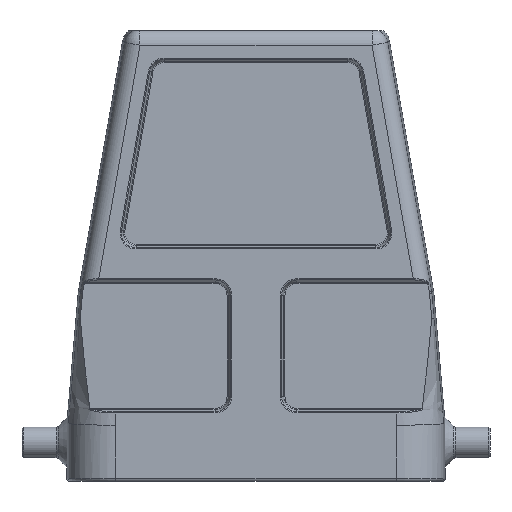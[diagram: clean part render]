
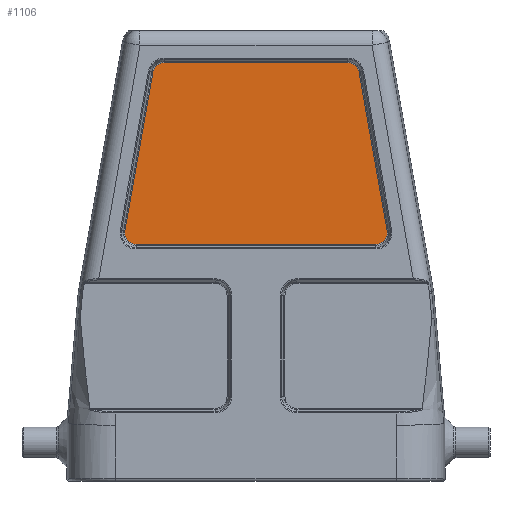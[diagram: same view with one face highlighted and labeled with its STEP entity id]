
A CAD part, front view. The second image highlights one B-rep face of the part: STEP entity #1106.
In plain terms, the highlighted planar face has unit normal (0, -1, 0).
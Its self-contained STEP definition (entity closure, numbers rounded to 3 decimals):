
#1106=ADVANCED_FACE('',(#1694),#1528,.T.);
#1528=PLANE('',#8026);
#1694=FACE_OUTER_BOUND('',#2099,.T.);
#2099=EDGE_LOOP('',(#2998,#2999,#3000,#3001,#3002,#3003,#3004,#3005));
#2580=CIRCLE('',#8022,1.805);
#2581=CIRCLE('',#8023,1.805);
#2582=CIRCLE('',#8024,1.805);
#2583=CIRCLE('',#8025,1.805);
#2998=ORIENTED_EDGE('',*,*,#5635,.T.);
#2999=ORIENTED_EDGE('',*,*,#5636,.T.);
#3000=ORIENTED_EDGE('',*,*,#5637,.T.);
#3001=ORIENTED_EDGE('',*,*,#5638,.T.);
#3002=ORIENTED_EDGE('',*,*,#5639,.T.);
#3003=ORIENTED_EDGE('',*,*,#5640,.T.);
#3004=ORIENTED_EDGE('',*,*,#5641,.T.);
#3005=ORIENTED_EDGE('',*,*,#5642,.T.);
#4998=VERTEX_POINT('',#12495);
#4999=VERTEX_POINT('',#12496);
#5000=VERTEX_POINT('',#12498);
#5001=VERTEX_POINT('',#12500);
#5002=VERTEX_POINT('',#12502);
#5003=VERTEX_POINT('',#12504);
#5004=VERTEX_POINT('',#12506);
#5005=VERTEX_POINT('',#12508);
#5635=EDGE_CURVE('',#4998,#4999,#6593,.T.);
#5636=EDGE_CURVE('',#4999,#5000,#2580,.T.);
#5637=EDGE_CURVE('',#5000,#5001,#6594,.T.);
#5638=EDGE_CURVE('',#5001,#5002,#2581,.T.);
#5639=EDGE_CURVE('',#5002,#5003,#6595,.T.);
#5640=EDGE_CURVE('',#5003,#5004,#2582,.T.);
#5641=EDGE_CURVE('',#5004,#5005,#6596,.T.);
#5642=EDGE_CURVE('',#5005,#4998,#2583,.T.);
#6593=LINE('',#12494,#7088);
#6594=LINE('',#12499,#7089);
#6595=LINE('',#12503,#7090);
#6596=LINE('',#12507,#7091);
#7088=VECTOR('',#8917,1.);
#7089=VECTOR('',#8920,1.);
#7090=VECTOR('',#8923,1.);
#7091=VECTOR('',#8926,1.);
#8022=AXIS2_PLACEMENT_3D('',#12497,#8918,#8919);
#8023=AXIS2_PLACEMENT_3D('',#12501,#8921,#8922);
#8024=AXIS2_PLACEMENT_3D('',#12505,#8924,#8925);
#8025=AXIS2_PLACEMENT_3D('',#12509,#8927,#8928);
#8026=AXIS2_PLACEMENT_3D('',#12510,#8929,#8930);
#8917=DIRECTION('',(1.,0.,0.));
#8918=DIRECTION('',(0.,-1.,0.));
#8919=DIRECTION('',(0.,0.,-1.));
#8920=DIRECTION('',(-0.174,0.,0.985));
#8921=DIRECTION('',(0.,-1.,0.));
#8922=DIRECTION('',(0.,0.,-1.));
#8923=DIRECTION('',(-1.,0.,0.));
#8924=DIRECTION('',(0.,-1.,0.));
#8925=DIRECTION('',(0.,0.,-1.));
#8926=DIRECTION('',(-0.174,0.,-0.985));
#8927=DIRECTION('',(0.,-1.,0.));
#8928=DIRECTION('',(0.,0.,-1.));
#8929=DIRECTION('',(0.,-1.,0.));
#8930=DIRECTION('',(0.,0.,1.));
#12494=CARTESIAN_POINT('',(19.004,-20.25,28.445));
#12495=CARTESIAN_POINT('',(-19.004,-20.25,28.445));
#12496=CARTESIAN_POINT('',(19.004,-20.25,28.445));
#12497=CARTESIAN_POINT('',(19.004,-20.25,30.25));
#12498=CARTESIAN_POINT('',(20.782,-20.25,30.563));
#12499=CARTESIAN_POINT('',(16.338,-20.25,55.763));
#12500=CARTESIAN_POINT('',(16.338,-20.25,55.763));
#12501=CARTESIAN_POINT('',(14.561,-20.25,55.45));
#12502=CARTESIAN_POINT('',(14.561,-20.25,57.255));
#12503=CARTESIAN_POINT('',(-14.561,-20.25,57.255));
#12504=CARTESIAN_POINT('',(-14.561,-20.25,57.255));
#12505=CARTESIAN_POINT('',(-14.561,-20.25,55.45));
#12506=CARTESIAN_POINT('',(-16.338,-20.25,55.763));
#12507=CARTESIAN_POINT('',(-20.782,-20.25,30.563));
#12508=CARTESIAN_POINT('',(-20.782,-20.25,30.563));
#12509=CARTESIAN_POINT('',(-19.004,-20.25,30.25));
#12510=CARTESIAN_POINT('',(-19.004,-20.25,30.25));
